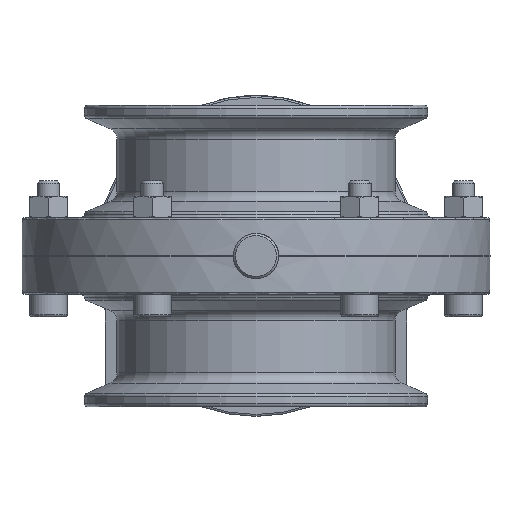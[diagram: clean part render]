
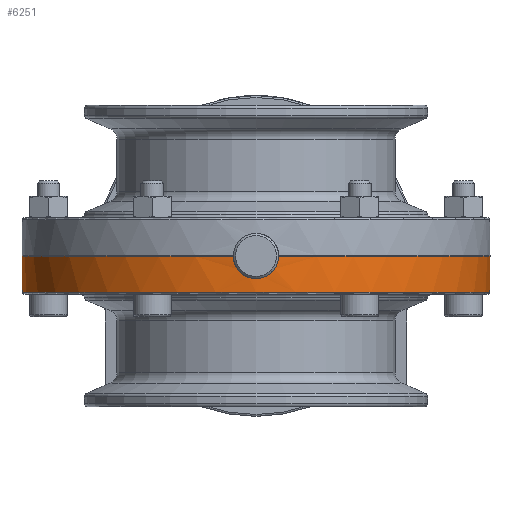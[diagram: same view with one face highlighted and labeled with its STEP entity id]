
A CAD part, front view. The second image highlights one B-rep face of the part: STEP entity #6251.
In plain terms, the highlighted cylindrical face has radius 62 mm (diameter 124 mm), a partial arc.
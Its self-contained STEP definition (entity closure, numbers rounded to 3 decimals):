
#366=B_SPLINE_CURVE_WITH_KNOTS('',3,(#9800,#9801,#9802,#9803,#9804,#9805,
#9806,#9807,#9808,#9809,#9810,#9811,#9812,#9813,#9814,#9815,#9816,#9817),
 .UNSPECIFIED.,.F.,.F.,(4,2,2,2,2,2,2,2,4),(1.819,2.035,
2.262,2.488,2.714,2.94,3.166,
3.392,3.609),.UNSPECIFIED.);
#454=CYLINDRICAL_SURFACE('',#6915,62.);
#540=LINE('',#9483,#913);
#565=LINE('',#9776,#938);
#913=VECTOR('',#7583,10.);
#938=VECTOR('',#7794,10.);
#1320=FACE_OUTER_BOUND('',#1713,.T.);
#1713=EDGE_LOOP('',(#4135,#4136,#4137,#4138,#4139,#4140));
#2162=CIRCLE('',#6901,62.);
#2169=CIRCLE('',#6914,62.);
#2170=CIRCLE('',#6916,62.);
#2481=VERTEX_POINT('',#9480);
#2482=VERTEX_POINT('',#9482);
#2545=VERTEX_POINT('',#9727);
#2549=VERTEX_POINT('',#9774);
#2555=VERTEX_POINT('',#9795);
#2556=VERTEX_POINT('',#9799);
#3053=EDGE_CURVE('',#2482,#2481,#540,.T.);
#3146=EDGE_CURVE('',#2545,#2481,#2162,.T.);
#3148=EDGE_CURVE('',#2549,#2545,#565,.T.);
#3158=EDGE_CURVE('',#2555,#2549,#2169,.T.);
#3159=EDGE_CURVE('',#2555,#2556,#366,.T.);
#3160=EDGE_CURVE('',#2482,#2556,#2170,.T.);
#4135=ORIENTED_EDGE('',*,*,#3148,.F.);
#4136=ORIENTED_EDGE('',*,*,#3158,.F.);
#4137=ORIENTED_EDGE('',*,*,#3159,.T.);
#4138=ORIENTED_EDGE('',*,*,#3160,.F.);
#4139=ORIENTED_EDGE('',*,*,#3053,.T.);
#4140=ORIENTED_EDGE('',*,*,#3146,.F.);
#6251=ADVANCED_FACE('',(#1320),#454,.T.);
#6901=AXIS2_PLACEMENT_3D('',#9772,#7788,#7789);
#6914=AXIS2_PLACEMENT_3D('',#9797,#7819,#7820);
#6915=AXIS2_PLACEMENT_3D('',#9798,#7821,#7822);
#6916=AXIS2_PLACEMENT_3D('',#9818,#7823,#7824);
#7583=DIRECTION('',(0.,0.,-1.));
#7788=DIRECTION('center_axis',(0.,0.,-1.));
#7789=DIRECTION('ref_axis',(0.,-1.,0.));
#7794=DIRECTION('',(0.,0.,-1.));
#7819=DIRECTION('center_axis',(0.,0.,1.));
#7820=DIRECTION('ref_axis',(1.,0.,0.));
#7821=DIRECTION('center_axis',(0.,0.,1.));
#7822=DIRECTION('ref_axis',(-0.001,-1.,0.));
#7823=DIRECTION('center_axis',(0.,0.,1.));
#7824=DIRECTION('ref_axis',(1.,0.,0.));
#9480=CARTESIAN_POINT('',(-23.92,57.2,-9.6));
#9482=CARTESIAN_POINT('',(-23.92,57.2,-0.1));
#9483=CARTESIAN_POINT('',(-23.92,57.2,-0.1));
#9727=CARTESIAN_POINT('',(24.013,57.161,-9.6));
#9772=CARTESIAN_POINT('Origin',(0.,0.,-9.6));
#9774=CARTESIAN_POINT('',(24.013,57.161,-0.1));
#9776=CARTESIAN_POINT('',(24.013,57.161,-0.1));
#9795=CARTESIAN_POINT('',(5.999,-61.709,-0.1));
#9797=CARTESIAN_POINT('Origin',(0.,0.,-0.1));
#9798=CARTESIAN_POINT('Origin',(0.,0.,-0.1));
#9799=CARTESIAN_POINT('',(-5.999,-61.709,-0.1));
#9800=CARTESIAN_POINT('Ctrl Pts',(5.999,-61.709,-0.1));
#9801=CARTESIAN_POINT('Ctrl Pts',(5.987,-61.71,-0.825));
#9802=CARTESIAN_POINT('Ctrl Pts',(5.836,-61.725,-1.59));
#9803=CARTESIAN_POINT('Ctrl Pts',(5.237,-61.779,-3.036));
#9804=CARTESIAN_POINT('Ctrl Pts',(4.775,-61.818,-3.71));
#9805=CARTESIAN_POINT('Ctrl Pts',(3.71,-61.891,-4.775));
#9806=CARTESIAN_POINT('Ctrl Pts',(3.036,-61.93,-5.237));
#9807=CARTESIAN_POINT('Ctrl Pts',(1.558,-61.985,-5.849));
#9808=CARTESIAN_POINT('Ctrl Pts',(0.754,-62.,-6.));
#9809=CARTESIAN_POINT('Ctrl Pts',(-0.754,-62.,-6.));
#9810=CARTESIAN_POINT('Ctrl Pts',(-1.558,-61.985,-5.849));
#9811=CARTESIAN_POINT('Ctrl Pts',(-3.036,-61.93,-5.237));
#9812=CARTESIAN_POINT('Ctrl Pts',(-3.71,-61.891,-4.775));
#9813=CARTESIAN_POINT('Ctrl Pts',(-4.775,-61.818,-3.71));
#9814=CARTESIAN_POINT('Ctrl Pts',(-5.237,-61.779,-3.036));
#9815=CARTESIAN_POINT('Ctrl Pts',(-5.836,-61.725,-1.59));
#9816=CARTESIAN_POINT('Ctrl Pts',(-5.987,-61.71,-0.825));
#9817=CARTESIAN_POINT('Ctrl Pts',(-5.999,-61.709,-0.1));
#9818=CARTESIAN_POINT('Origin',(0.,0.,-0.1));
